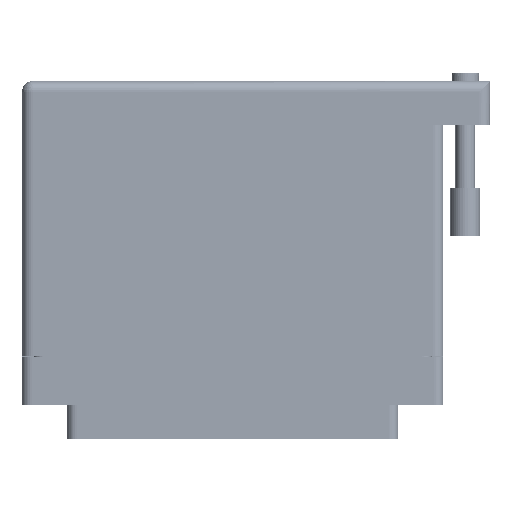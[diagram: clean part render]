
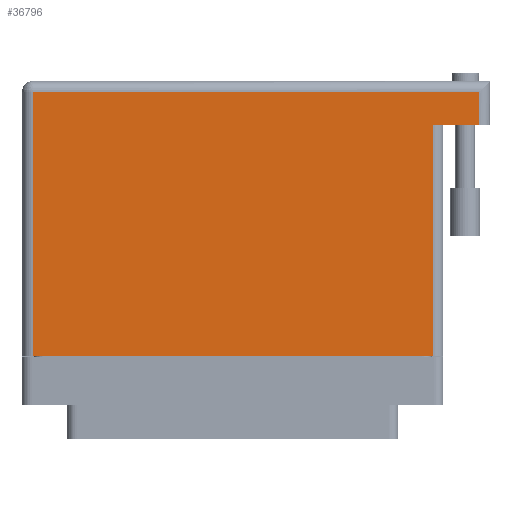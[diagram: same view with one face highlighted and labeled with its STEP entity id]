
A CAD part, front view. The second image highlights one B-rep face of the part: STEP entity #36796.
In plain terms, the highlighted face is planar.
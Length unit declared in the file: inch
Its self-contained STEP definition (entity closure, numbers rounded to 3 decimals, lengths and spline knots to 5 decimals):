
#2874 = AXIS2_PLACEMENT_3D ( 'NONE', #63734, #17938, #28752 ) ;
#2901 = EDGE_CURVE ( 'NONE', #63614, #50621, #35600, .T. ) ;
#3424 = ORIENTED_EDGE ( 'NONE', *, *, #4342, .T. ) ;
#4342 = EDGE_CURVE ( 'NONE', #20615, #63881, #49718, .T. ) ;
#6002 = FACE_OUTER_BOUND ( 'NONE', #7925, .T. ) ;
#6222 = CARTESIAN_POINT ( 'NONE',  ( 1.589, 1.675, 0.617 ) ) ;
#7285 = DIRECTION ( 'NONE',  ( -1., 0., 0. ) ) ;
#7925 = EDGE_LOOP ( 'NONE', ( #24766, #13786, #33792, #35114, #3424, #12315 ) ) ;
#9738 = EDGE_CURVE ( 'NONE', #18777, #50621, #65771, .T. ) ;
#12315 = ORIENTED_EDGE ( 'NONE', *, *, #46870, .T. ) ;
#13786 = ORIENTED_EDGE ( 'NONE', *, *, #9738, .T. ) ;
#13972 = CARTESIAN_POINT ( 'NONE',  ( -1.359, -0.1, 0.617 ) ) ;
#15590 = CARTESIAN_POINT ( 'NONE',  ( -1.289, -0.1, 0.617 ) ) ;
#17048 = LINE ( 'NONE', #6222, #24951 ) ;
#17938 = DIRECTION ( 'NONE',  ( 0., 0., -1. ) ) ;
#18777 = VERTEX_POINT ( 'NONE', #41367 ) ;
#19936 = LINE ( 'NONE', #13972, #50255 ) ;
#20615 = VERTEX_POINT ( 'NONE', #37891 ) ;
#20822 = VERTEX_POINT ( 'NONE', #21841 ) ;
#21841 = CARTESIAN_POINT ( 'NONE',  ( -1.289, -0.1, 0.617 ) ) ;
#24766 = ORIENTED_EDGE ( 'NONE', *, *, #24788, .T. ) ;
#24788 = EDGE_CURVE ( 'NONE', #20822, #18777, #19936, .T. ) ;
#24951 = VECTOR ( 'NONE', #50571, 39.37008 ) ;
#28752 = DIRECTION ( 'NONE',  ( -1., 0., 0. ) ) ;
#29207 = VECTOR ( 'NONE', #42311, 39.37008 ) ;
#29299 = CARTESIAN_POINT ( 'NONE',  ( -1.289, 1.605, 0.617 ) ) ;
#31203 = CARTESIAN_POINT ( 'NONE',  ( 1.589, 1.395, 0.617 ) ) ;
#33792 = ORIENTED_EDGE ( 'NONE', *, *, #2901, .F. ) ;
#35046 = PLANE ( 'NONE',  #2874 ) ;
#35114 = ORIENTED_EDGE ( 'NONE', *, *, #46962, .T. ) ;
#35600 = LINE ( 'NONE', #53094, #40569 ) ;
#36796 = ADVANCED_FACE ( 'NONE', ( #6002 ), #35046, .F. ) ;
#37891 = CARTESIAN_POINT ( 'NONE',  ( 1.589, 1.605, 0.617 ) ) ;
#40569 = VECTOR ( 'NONE', #7285, 39.37008 ) ;
#41367 = CARTESIAN_POINT ( 'NONE',  ( 1.289, -0.1, 0.617 ) ) ;
#42311 = DIRECTION ( 'NONE',  ( 0., 1., 0. ) ) ;
#42673 = DIRECTION ( 'NONE',  ( -1., 0., 0. ) ) ;
#43406 = CARTESIAN_POINT ( 'NONE',  ( 1.289, 1.395, 0.617 ) ) ;
#46870 = EDGE_CURVE ( 'NONE', #63881, #20822, #71847, .T. ) ;
#46962 = EDGE_CURVE ( 'NONE', #63614, #20615, #17048, .T. ) ;
#48258 = CARTESIAN_POINT ( 'NONE',  ( 1.289, 1.395, 0.617 ) ) ;
#49718 = LINE ( 'NONE', #65764, #71295 ) ;
#50255 = VECTOR ( 'NONE', #70991, 39.37008 ) ;
#50571 = DIRECTION ( 'NONE',  ( 0., 1., 0. ) ) ;
#50621 = VERTEX_POINT ( 'NONE', #48258 ) ;
#51118 = VECTOR ( 'NONE', #55059, 39.37008 ) ;
#53094 = CARTESIAN_POINT ( 'NONE',  ( 1.659, 1.395, 0.617 ) ) ;
#55059 = DIRECTION ( 'NONE',  ( 0., -1., 0. ) ) ;
#63614 = VERTEX_POINT ( 'NONE', #31203 ) ;
#63734 = CARTESIAN_POINT ( 'NONE',  ( -1.359, 1.675, 0.617 ) ) ;
#63881 = VERTEX_POINT ( 'NONE', #29299 ) ;
#65764 = CARTESIAN_POINT ( 'NONE',  ( -1.359, 1.605, 0.617 ) ) ;
#65771 = LINE ( 'NONE', #43406, #29207 ) ;
#70991 = DIRECTION ( 'NONE',  ( 1., 0., 0. ) ) ;
#71295 = VECTOR ( 'NONE', #42673, 39.37008 ) ;
#71847 = LINE ( 'NONE', #15590, #51118 ) ;
